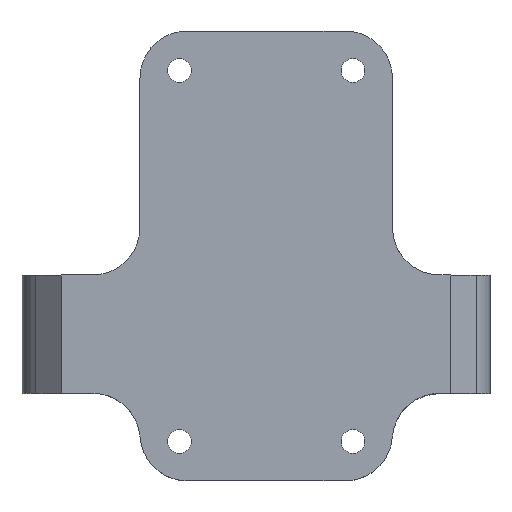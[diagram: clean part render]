
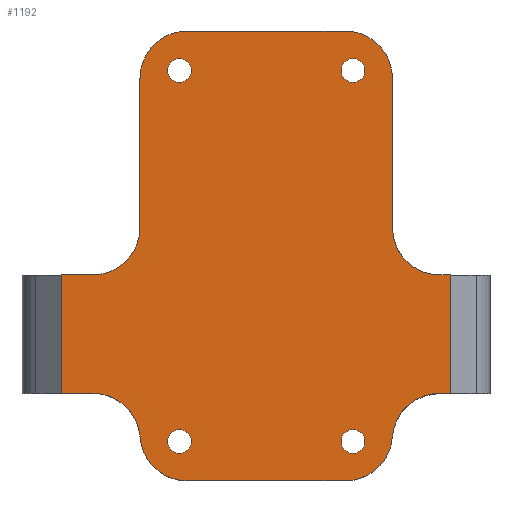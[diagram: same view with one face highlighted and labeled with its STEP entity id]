
A CAD part, top view. The second image highlights one B-rep face of the part: STEP entity #1192.
In plain terms, the highlighted planar face has unit normal (0, 0, 1).
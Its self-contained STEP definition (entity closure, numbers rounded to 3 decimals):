
#21=FACE_BOUND('',#221,.T.);
#22=FACE_BOUND('',#222,.T.);
#23=FACE_BOUND('',#223,.T.);
#24=FACE_BOUND('',#224,.T.);
#56=CIRCLE('',#1282,6.);
#57=CIRCLE('',#1285,6.);
#63=CIRCLE('',#1293,6.);
#64=CIRCLE('',#1296,6.);
#66=CIRCLE('',#1299,6.);
#67=CIRCLE('',#1302,6.);
#68=CIRCLE('',#1303,6.);
#69=CIRCLE('',#1304,6.);
#70=CIRCLE('',#1305,1.5);
#71=CIRCLE('',#1306,1.5);
#72=CIRCLE('',#1307,1.5);
#73=CIRCLE('',#1308,1.5);
#97=PLANE('',#1301);
#148=FACE_OUTER_BOUND('',#220,.T.);
#220=EDGE_LOOP('',(#922,#923,#924,#925,#926,#927,#928,#929,#930,#931,#932,
#933,#934,#935,#936,#937,#938,#939));
#221=EDGE_LOOP('',(#940));
#222=EDGE_LOOP('',(#941));
#223=EDGE_LOOP('',(#942));
#224=EDGE_LOOP('',(#943));
#296=LINE('',#1824,#413);
#305=LINE('',#1841,#422);
#309=LINE('',#1855,#426);
#314=LINE('',#1864,#431);
#318=LINE('',#1879,#435);
#323=LINE('',#1892,#440);
#330=LINE('',#1913,#447);
#334=LINE('',#1927,#451);
#336=LINE('',#1933,#453);
#337=LINE('',#1935,#454);
#413=VECTOR('',#1421,10.);
#422=VECTOR('',#1432,10.);
#426=VECTOR('',#1444,10.);
#431=VECTOR('',#1451,10.);
#435=VECTOR('',#1465,10.);
#440=VECTOR('',#1478,10.);
#447=VECTOR('',#1499,10.);
#451=VECTOR('',#1515,10.);
#453=VECTOR('',#1521,10.);
#454=VECTOR('',#1524,10.);
#549=VERTEX_POINT('',#1821);
#550=VERTEX_POINT('',#1823);
#557=VERTEX_POINT('',#1839);
#562=VERTEX_POINT('',#1852);
#563=VERTEX_POINT('',#1854);
#566=VERTEX_POINT('',#1862);
#570=VERTEX_POINT('',#1872);
#571=VERTEX_POINT('',#1874);
#572=VERTEX_POINT('',#1878);
#573=VERTEX_POINT('',#1882);
#574=VERTEX_POINT('',#1883);
#582=VERTEX_POINT('',#1907);
#583=VERTEX_POINT('',#1911);
#584=VERTEX_POINT('',#1915);
#586=VERTEX_POINT('',#1922);
#587=VERTEX_POINT('',#1926);
#588=VERTEX_POINT('',#1930);
#589=VERTEX_POINT('',#1932);
#590=VERTEX_POINT('',#1937);
#591=VERTEX_POINT('',#1939);
#592=VERTEX_POINT('',#1941);
#593=VERTEX_POINT('',#1943);
#666=EDGE_CURVE('',#549,#550,#296,.T.);
#675=EDGE_CURVE('',#557,#549,#305,.T.);
#681=EDGE_CURVE('',#562,#563,#309,.T.);
#686=EDGE_CURVE('',#566,#562,#314,.T.);
#691=EDGE_CURVE('',#570,#571,#56,.T.);
#693=EDGE_CURVE('',#571,#572,#318,.T.);
#695=EDGE_CURVE('',#573,#574,#57,.F.);
#700=EDGE_CURVE('',#550,#574,#323,.T.);
#710=EDGE_CURVE('',#582,#557,#63,.T.);
#712=EDGE_CURVE('',#583,#582,#330,.T.);
#714=EDGE_CURVE('',#584,#566,#64,.T.);
#717=EDGE_CURVE('',#573,#586,#66,.T.);
#719=EDGE_CURVE('',#586,#587,#334,.T.);
#721=EDGE_CURVE('',#588,#583,#67,.T.);
#722=EDGE_CURVE('',#589,#588,#336,.T.);
#723=EDGE_CURVE('',#572,#589,#68,.T.);
#724=EDGE_CURVE('',#563,#570,#337,.T.);
#725=EDGE_CURVE('',#587,#584,#69,.T.);
#726=EDGE_CURVE('',#590,#590,#70,.T.);
#727=EDGE_CURVE('',#591,#591,#71,.T.);
#728=EDGE_CURVE('',#592,#592,#72,.T.);
#729=EDGE_CURVE('',#593,#593,#73,.T.);
#922=ORIENTED_EDGE('',*,*,#700,.F.);
#923=ORIENTED_EDGE('',*,*,#666,.F.);
#924=ORIENTED_EDGE('',*,*,#675,.F.);
#925=ORIENTED_EDGE('',*,*,#710,.F.);
#926=ORIENTED_EDGE('',*,*,#712,.F.);
#927=ORIENTED_EDGE('',*,*,#721,.F.);
#928=ORIENTED_EDGE('',*,*,#722,.F.);
#929=ORIENTED_EDGE('',*,*,#723,.F.);
#930=ORIENTED_EDGE('',*,*,#693,.F.);
#931=ORIENTED_EDGE('',*,*,#691,.F.);
#932=ORIENTED_EDGE('',*,*,#724,.F.);
#933=ORIENTED_EDGE('',*,*,#681,.F.);
#934=ORIENTED_EDGE('',*,*,#686,.F.);
#935=ORIENTED_EDGE('',*,*,#714,.F.);
#936=ORIENTED_EDGE('',*,*,#725,.F.);
#937=ORIENTED_EDGE('',*,*,#719,.F.);
#938=ORIENTED_EDGE('',*,*,#717,.F.);
#939=ORIENTED_EDGE('',*,*,#695,.T.);
#940=ORIENTED_EDGE('',*,*,#726,.F.);
#941=ORIENTED_EDGE('',*,*,#727,.F.);
#942=ORIENTED_EDGE('',*,*,#728,.F.);
#943=ORIENTED_EDGE('',*,*,#729,.F.);
#1192=ADVANCED_FACE('',(#148,#21,#22,#23,#24),#97,.T.);
#1282=AXIS2_PLACEMENT_3D('',#1875,#1460,#1461);
#1285=AXIS2_PLACEMENT_3D('',#1884,#1469,#1470);
#1293=AXIS2_PLACEMENT_3D('',#1909,#1494,#1495);
#1296=AXIS2_PLACEMENT_3D('',#1917,#1503,#1504);
#1299=AXIS2_PLACEMENT_3D('',#1923,#1510,#1511);
#1301=AXIS2_PLACEMENT_3D('',#1929,#1517,#1518);
#1302=AXIS2_PLACEMENT_3D('',#1931,#1519,#1520);
#1303=AXIS2_PLACEMENT_3D('',#1934,#1522,#1523);
#1304=AXIS2_PLACEMENT_3D('',#1936,#1525,#1526);
#1305=AXIS2_PLACEMENT_3D('',#1938,#1527,#1528);
#1306=AXIS2_PLACEMENT_3D('',#1940,#1529,#1530);
#1307=AXIS2_PLACEMENT_3D('',#1942,#1531,#1532);
#1308=AXIS2_PLACEMENT_3D('',#1944,#1533,#1534);
#1421=DIRECTION('',(0.,-1.,0.));
#1432=DIRECTION('',(1.,0.,0.));
#1444=DIRECTION('',(0.,1.,0.));
#1451=DIRECTION('',(-1.,0.,0.));
#1460=DIRECTION('center_axis',(0.,0.,
1.));
#1461=DIRECTION('ref_axis',(0.707,-0.707,0.));
#1465=DIRECTION('',(0.,1.,0.));
#1469=DIRECTION('center_axis',(0.,0.,
1.));
#1470=DIRECTION('ref_axis',(0.,-1.,0.));
#1478=DIRECTION('',(-1.,0.,0.));
#1494=DIRECTION('center_axis',(0.,0.,
1.));
#1495=DIRECTION('ref_axis',(-0.707,-0.707,0.));
#1499=DIRECTION('',(0.,-1.,0.));
#1503=DIRECTION('center_axis',(0.,0.,
1.));
#1504=DIRECTION('ref_axis',(0.,-1.,0.));
#1510=DIRECTION('center_axis',(0.,0.,
-1.));
#1511=DIRECTION('ref_axis',(0.707,-0.707,0.));
#1515=DIRECTION('',(-1.,0.,0.));
#1517=DIRECTION('center_axis',(0.,0.,
1.));
#1518=DIRECTION('ref_axis',(1.,0.,0.));
#1519=DIRECTION('center_axis',(0.,0.,
-1.));
#1520=DIRECTION('ref_axis',(0.707,0.707,0.));
#1521=DIRECTION('',(1.,0.,0.));
#1522=DIRECTION('center_axis',(0.,0.,
-1.));
#1523=DIRECTION('ref_axis',(-0.707,0.707,0.));
#1524=DIRECTION('',(1.,0.,0.));
#1525=DIRECTION('center_axis',(0.,0.,
-1.));
#1526=DIRECTION('ref_axis',(-0.707,-0.707,0.));
#1527=DIRECTION('center_axis',(0.,0.,
1.));
#1528=DIRECTION('ref_axis',(1.,0.,0.));
#1529=DIRECTION('center_axis',(0.,0.,
1.));
#1530=DIRECTION('ref_axis',(1.,0.,0.));
#1531=DIRECTION('center_axis',(0.,0.,
1.));
#1532=DIRECTION('ref_axis',(1.,0.,0.));
#1533=DIRECTION('center_axis',(0.,0.,
1.));
#1534=DIRECTION('ref_axis',(1.,0.,0.));
#1821=CARTESIAN_POINT('',(63.845,105.816,7.035));
#1823=CARTESIAN_POINT('',(63.845,90.816,7.035));
#1824=CARTESIAN_POINT('',(63.845,90.816,7.035));
#1839=CARTESIAN_POINT('',(62.487,105.816,7.035));
#1841=CARTESIAN_POINT('',(24.37,105.816,7.035));
#1852=CARTESIAN_POINT('',(14.545,90.816,7.035));
#1854=CARTESIAN_POINT('',(14.545,105.816,7.035));
#1855=CARTESIAN_POINT('',(14.545,90.816,7.035));
#1862=CARTESIAN_POINT('',(18.521,90.816,7.035));
#1864=CARTESIAN_POINT('',(24.37,90.816,7.035));
#1872=CARTESIAN_POINT('',(18.487,105.816,7.035));
#1874=CARTESIAN_POINT('',(24.487,111.816,7.035));
#1875=CARTESIAN_POINT('Origin',(18.487,111.816,7.035));
#1878=CARTESIAN_POINT('',(24.487,130.727,7.035));
#1879=CARTESIAN_POINT('',(24.487,98.316,7.035));
#1882=CARTESIAN_POINT('',(56.469,85.271,7.035));
#1883=CARTESIAN_POINT('',(62.452,90.816,7.035));
#1884=CARTESIAN_POINT('Origin',(62.452,84.816,7.035));
#1892=CARTESIAN_POINT('',(24.37,90.816,7.035));
#1907=CARTESIAN_POINT('',(56.487,111.816,7.035));
#1909=CARTESIAN_POINT('Origin',(62.487,111.816,7.035));
#1911=CARTESIAN_POINT('',(56.487,130.727,7.035));
#1913=CARTESIAN_POINT('',(56.487,113.771,7.035));
#1915=CARTESIAN_POINT('',(24.504,85.271,7.035));
#1917=CARTESIAN_POINT('Origin',(18.521,84.816,7.035));
#1922=CARTESIAN_POINT('',(50.487,79.727,7.035));
#1923=CARTESIAN_POINT('Origin',(50.487,85.727,7.035));
#1926=CARTESIAN_POINT('',(30.487,79.727,7.035));
#1927=CARTESIAN_POINT('',(33.016,79.727,7.035));
#1929=CARTESIAN_POINT('Origin',(9.545,90.816,7.035));
#1930=CARTESIAN_POINT('',(50.487,136.727,7.035));
#1931=CARTESIAN_POINT('Origin',(50.487,130.727,7.035));
#1932=CARTESIAN_POINT('',(30.487,136.727,7.035));
#1933=CARTESIAN_POINT('',(17.016,136.727,7.035));
#1934=CARTESIAN_POINT('Origin',(30.487,130.727,7.035));
#1935=CARTESIAN_POINT('',(24.37,105.816,7.035));
#1936=CARTESIAN_POINT('Origin',(30.487,85.727,7.035));
#1937=CARTESIAN_POINT('',(49.987,84.727,7.035));
#1938=CARTESIAN_POINT('Origin',(51.487,84.727,7.035));
#1939=CARTESIAN_POINT('',(27.987,84.727,7.035));
#1940=CARTESIAN_POINT('Origin',(29.487,84.727,7.035));
#1941=CARTESIAN_POINT('',(49.987,131.727,7.035));
#1942=CARTESIAN_POINT('Origin',(51.487,131.727,7.035));
#1943=CARTESIAN_POINT('',(27.987,131.727,7.035));
#1944=CARTESIAN_POINT('Origin',(29.487,131.727,7.035));
